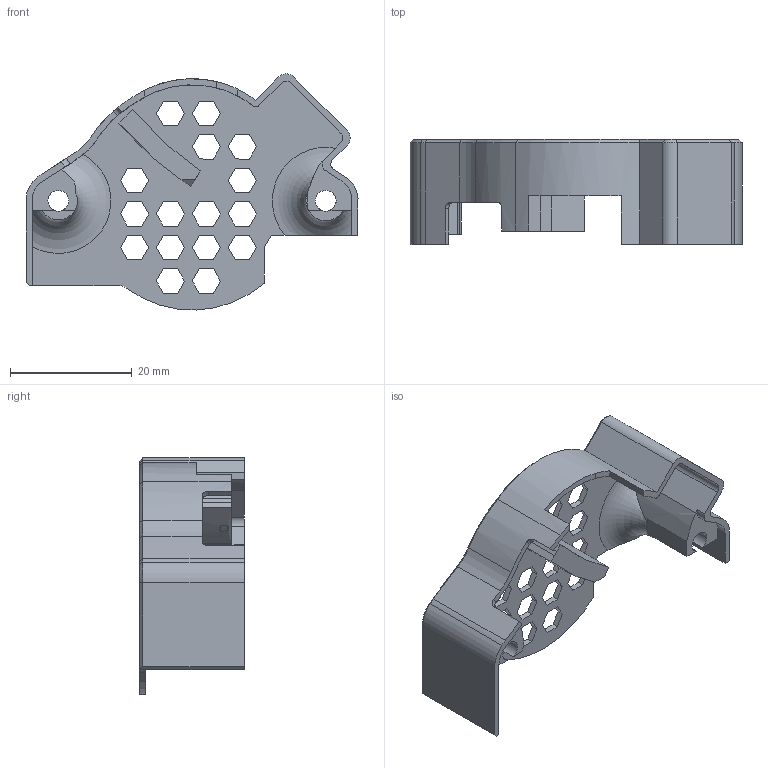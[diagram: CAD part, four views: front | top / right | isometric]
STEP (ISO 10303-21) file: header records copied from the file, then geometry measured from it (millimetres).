
FILE_DESCRIPTION(/* description */ (''),/* implementation_level */ '2;1');
FILE_NAME(/* name */ '',/* time_stamp */ '2025-04-25T22:08:43+03:00',/* author */ (''),/* organization */ (''),/* preprocessor_version */ 'ST-DEVELOPER v20.1',/* originating_system */ 'Autodesk Translation Framework v14.4.0.0',/* authorisation */ '');
FILE_SCHEMA (('AUTOMOTIVE_DESIGN { 1 0 10303 214 3 1 1 }'));
Length unit declared in the file: millimetre
Products named in the file (1): FusionComponent
Bounding box: 54.44 x 17.17 x 38.7 mm (x, y, z)
Volume: 4386.6 mm3; surface area: 6644.3 mm2
Topology: 1 solids, 1 shells, 220 faces, 629 edges, 413 vertices
Faces by surface type: plane 168, cylinder 34, cone 9, bspline 5, torus 4
Full cylindrical faces by diameter (mm): 3.4 x2, 6 x2
Entity records: 7657 total; most frequent: CARTESIAN_POINT 1809, ORIENTED_EDGE 1258, DIRECTION 1114, EDGE_CURVE 629, LINE 500, VECTOR 500, VERTEX_POINT 413, AXIS2_PLACEMENT_3D 307
